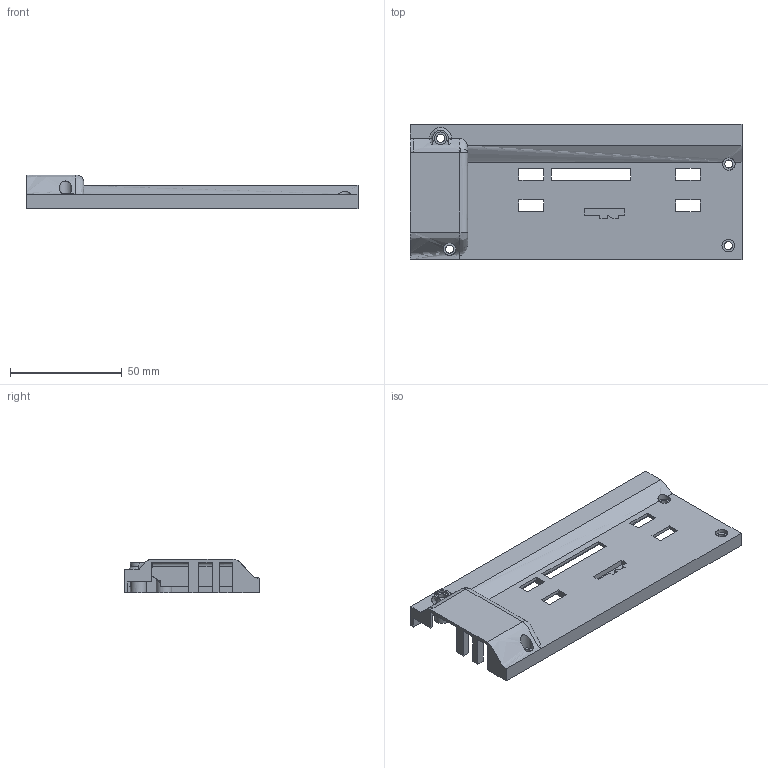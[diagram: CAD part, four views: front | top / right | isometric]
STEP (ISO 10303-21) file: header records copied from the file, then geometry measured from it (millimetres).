
FILE_DESCRIPTION(/* description */ ('STEP AP242','CAx-IF Rec.Pracs.---Representation and Presentation of Product Manufacturing Information (PMI)---4.0---2014-10-13','CAx-IF Rec.Pracs.---3D Tessellated Geometry---0.4---2014-09-14','2;1'),/* implementation_level */ '2;1');
FILE_NAME(/* name */ '67e62b3745027277bb9e895b',/* time_stamp */ '2025-03-28T04:53:13Z',/* author */ (''),/* organization */ (''),/* preprocessor_version */ 'ST-DEVELOPER v20',/* originating_system */ 'ONSHAPE BY PTC INC, 1.195',/* authorisation */ ' ');
FILE_SCHEMA (('AP242_MANAGED_MODEL_BASED_3D_ENGINEERING_MIM_LF { 1 0 10303 442 1 1 4 }'));
Products named in the file (1): upper case
Bounding box: 148.3 x 60.3 x 15.1 mm (x, y, z)
Volume: 19947.2 mm3; surface area: 26087.7 mm2
Topology: 1 solids, 1 shells, 502 faces, 1413 edges, 940 vertices
Faces by surface type: plane 256, cylinder 157, bspline 85, cone 4
Full cylindrical faces by diameter (mm): 3.6 x4, 5.6 x4, 7 x3
Entity records: 40365 total; most frequent: CARTESIAN_POINT 27797, ORIENTED_EDGE 2794, DIRECTION 2321, EDGE_CURVE 1397, VERTEX_POINT 937, LINE 841, VECTOR 841, AXIS2_PLACEMENT_3D 740
